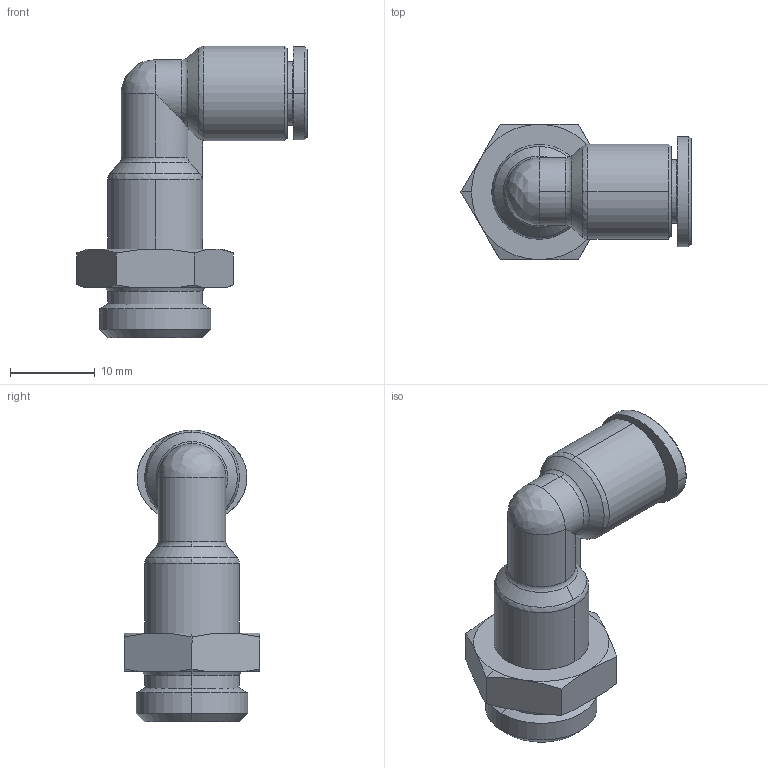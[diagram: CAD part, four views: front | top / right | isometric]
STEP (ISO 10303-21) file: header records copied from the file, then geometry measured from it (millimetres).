
FILE_DESCRIPTION (( 'STEP AP214' ), '1' );
FILE_NAME ('PLLP06-G02.stp', '2015-09-16T07:20:24', ( '' ), ( '' ), 'SwSTEP 2.0', 'SolidWorks 2015', '' );
FILE_SCHEMA (( 'AUTOMOTIVE_DESIGN' ));
Length unit declared in the file: millimetre
Products named in the file (2): PLLP06-G02; ｦ+ﾃｦ1
Assembly tree (1 placements, depth 2):
  PLLP06-G02
    ｦ+ﾃｦ1
Bounding box: 27.19 x 16 x 34.5 mm (x, y, z)
Volume: 3615.9 mm3; surface area: 2811.4 mm2
Topology: 1 solids, 1 shells, 287 faces, 772 edges, 503 vertices
Faces by surface type: plane 184, bspline 37, cone 34, cylinder 28, torus 4
Entity records: 11003 total; most frequent: CARTESIAN_POINT 3290, ORIENTED_EDGE 1542, DIRECTION 1272, EDGE_CURVE 771, LINE 546, VECTOR 546, VERTEX_POINT 503, AXIS2_PLACEMENT_3D 363
